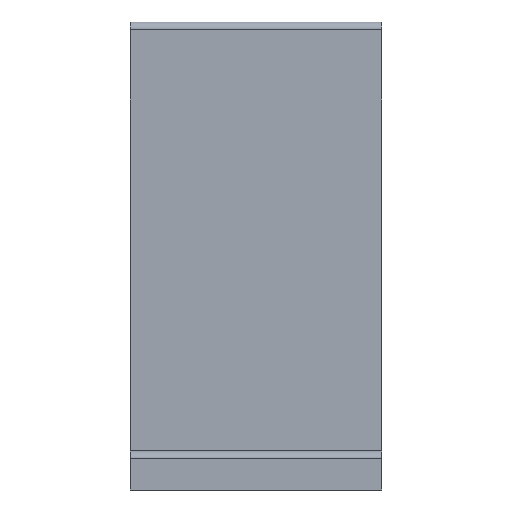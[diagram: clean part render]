
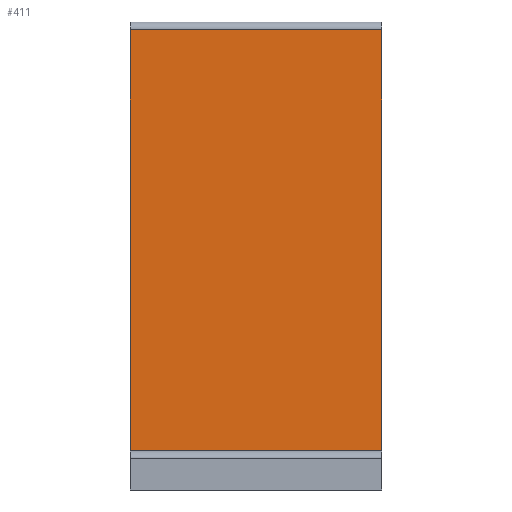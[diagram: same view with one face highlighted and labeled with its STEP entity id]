
A CAD part, front view. The second image highlights one B-rep face of the part: STEP entity #411.
In plain terms, the highlighted planar face has unit normal (0, -1, 0).
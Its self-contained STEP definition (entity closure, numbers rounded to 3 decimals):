
#92 = VERTEX_POINT('',#93);
#93 = CARTESIAN_POINT('',(-16.,-8.5,5.));
#100 = EDGE_CURVE('',#92,#101,#103,.T.);
#101 = VERTEX_POINT('',#102);
#102 = CARTESIAN_POINT('',(-16.,-8.5,58.5));
#103 = LINE('',#104,#105);
#104 = CARTESIAN_POINT('',(-16.,-8.5,0.));
#105 = VECTOR('',#106,1.);
#106 = DIRECTION('',(0.,0.,1.));
#224 = VERTEX_POINT('',#225);
#225 = CARTESIAN_POINT('',(16.,-8.5,5.));
#232 = EDGE_CURVE('',#224,#92,#233,.T.);
#233 = LINE('',#234,#235);
#234 = CARTESIAN_POINT('',(16.,-8.5,5.));
#235 = VECTOR('',#236,1.);
#236 = DIRECTION('',(-1.,0.,0.));
#333 = VERTEX_POINT('',#334);
#334 = CARTESIAN_POINT('',(16.,-8.5,58.5));
#341 = EDGE_CURVE('',#224,#333,#342,.T.);
#342 = LINE('',#343,#344);
#343 = CARTESIAN_POINT('',(16.,-8.5,0.));
#344 = VECTOR('',#345,1.);
#345 = DIRECTION('',(0.,0.,1.));
#411 = ADVANCED_FACE('',(#412),#423,.F.);
#412 = FACE_BOUND('',#413,.F.);
#413 = EDGE_LOOP('',(#414,#415,#416,#417));
#414 = ORIENTED_EDGE('',*,*,#341,.F.);
#415 = ORIENTED_EDGE('',*,*,#232,.T.);
#416 = ORIENTED_EDGE('',*,*,#100,.T.);
#417 = ORIENTED_EDGE('',*,*,#418,.T.);
#418 = EDGE_CURVE('',#101,#333,#419,.T.);
#419 = LINE('',#420,#421);
#420 = CARTESIAN_POINT('',(-16.,-8.5,58.5));
#421 = VECTOR('',#422,1.);
#422 = DIRECTION('',(1.,0.,0.));
#423 = PLANE('',#424);
#424 = AXIS2_PLACEMENT_3D('',#425,#426,#427);
#425 = CARTESIAN_POINT('',(-16.,-8.5,0.));
#426 = DIRECTION('',(0.,1.,0.));
#427 = DIRECTION('',(0.,0.,1.));
